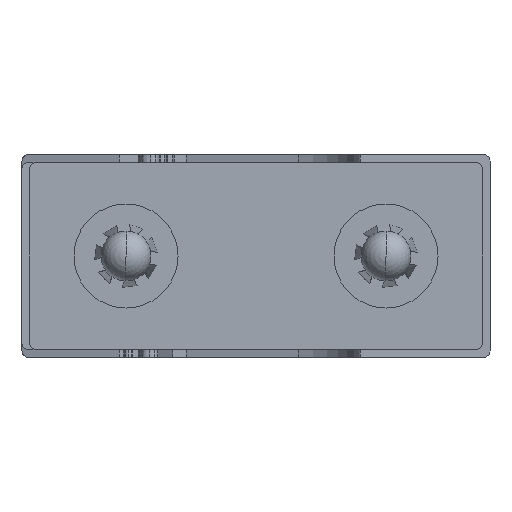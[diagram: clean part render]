
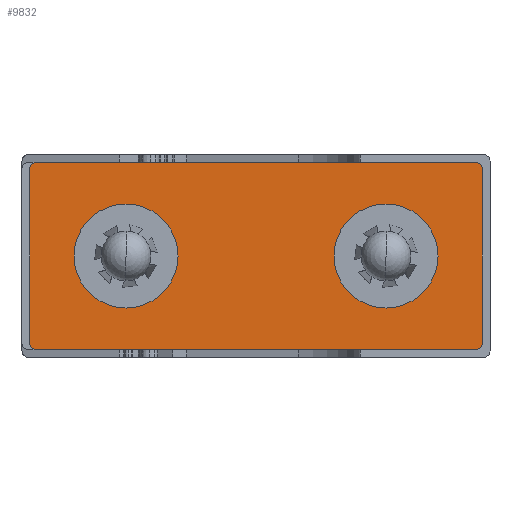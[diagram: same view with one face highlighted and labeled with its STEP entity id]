
A CAD part, front view. The second image highlights one B-rep face of the part: STEP entity #9832.
In plain terms, the highlighted planar face has unit normal (0, -1, 0).
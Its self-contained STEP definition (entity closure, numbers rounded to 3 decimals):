
#1050=CARTESIAN_POINT('',(-8.45,0.,-3.35));
#1051=DIRECTION('',(0.,-1.,0.));
#1052=DIRECTION('',(-1.,0.,0.));
#1053=AXIS2_PLACEMENT_3D('',#1050,#1051,#1052);
#1055=DIRECTION('',(0.,0.,-1.));
#1056=VECTOR('',#1055,6.7);
#1057=CARTESIAN_POINT('',(-8.7,0.,3.35));
#1058=LINE('',#1057,#1056);
#1059=CARTESIAN_POINT('',(-8.45,0.,3.35));
#1060=DIRECTION('',(0.,-1.,0.));
#1061=DIRECTION('',(0.,0.,1.));
#1062=AXIS2_PLACEMENT_3D('',#1059,#1060,#1061);
#1064=DIRECTION('',(-1.,0.,0.));
#1065=VECTOR('',#1064,16.9);
#1066=CARTESIAN_POINT('',(8.45,0.,3.6));
#1067=LINE('',#1066,#1065);
#1068=CARTESIAN_POINT('',(8.45,0.,3.35));
#1069=DIRECTION('',(0.,-1.,0.));
#1070=DIRECTION('',(1.,0.,0.));
#1071=AXIS2_PLACEMENT_3D('',#1068,#1069,#1070);
#1073=DIRECTION('',(0.,0.,1.));
#1074=VECTOR('',#1073,6.7);
#1075=CARTESIAN_POINT('',(8.7,0.,-3.35));
#1076=LINE('',#1075,#1074);
#1077=CARTESIAN_POINT('',(8.45,0.,-3.35));
#1078=DIRECTION('',(0.,-1.,0.));
#1079=DIRECTION('',(0.,0.,-1.));
#1080=AXIS2_PLACEMENT_3D('',#1077,#1078,#1079);
#1082=DIRECTION('',(1.,0.,0.));
#1083=VECTOR('',#1082,16.9);
#1084=CARTESIAN_POINT('',(-8.45,0.,-3.6));
#1085=LINE('',#1084,#1083);
#1086=CARTESIAN_POINT('',(-5.,0.,0.));
#1087=DIRECTION('',(0.,-1.,0.));
#1088=DIRECTION('',(-1.,0.,0.));
#1089=AXIS2_PLACEMENT_3D('',#1086,#1087,#1088);
#1091=CARTESIAN_POINT('',(-5.,0.,0.));
#1092=DIRECTION('',(0.,-1.,0.));
#1093=DIRECTION('',(1.,0.,0.));
#1094=AXIS2_PLACEMENT_3D('',#1091,#1092,#1093);
#1096=CARTESIAN_POINT('',(5.,0.,0.));
#1097=DIRECTION('',(0.,-1.,0.));
#1098=DIRECTION('',(-1.,0.,0.));
#1099=AXIS2_PLACEMENT_3D('',#1096,#1097,#1098);
#1101=CARTESIAN_POINT('',(5.,0.,0.));
#1102=DIRECTION('',(0.,-1.,0.));
#1103=DIRECTION('',(1.,0.,0.));
#1104=AXIS2_PLACEMENT_3D('',#1101,#1102,#1103);
#9046=CARTESIAN_POINT('',(-8.7,0.,-3.35));
#9048=VERTEX_POINT('',#9046);
#9050=CARTESIAN_POINT('',(-8.45,0.,-3.6));
#9051=VERTEX_POINT('',#9050);
#9054=CARTESIAN_POINT('',(-8.45,0.,3.6));
#9056=VERTEX_POINT('',#9054);
#9058=CARTESIAN_POINT('',(-8.7,0.,3.35));
#9059=VERTEX_POINT('',#9058);
#9062=CARTESIAN_POINT('',(8.45,0.,-3.6));
#9064=VERTEX_POINT('',#9062);
#9066=CARTESIAN_POINT('',(8.7,0.,-3.35));
#9067=VERTEX_POINT('',#9066);
#9070=CARTESIAN_POINT('',(8.7,0.,3.35));
#9072=VERTEX_POINT('',#9070);
#9074=CARTESIAN_POINT('',(8.45,0.,3.6));
#9075=VERTEX_POINT('',#9074);
#9086=CARTESIAN_POINT('',(-7.,0.,0.));
#9087=CARTESIAN_POINT('',(-3.,0.,0.));
#9088=VERTEX_POINT('',#9086);
#9089=VERTEX_POINT('',#9087);
#9090=CARTESIAN_POINT('',(3.,0.,0.));
#9091=CARTESIAN_POINT('',(7.,0.,0.));
#9092=VERTEX_POINT('',#9090);
#9093=VERTEX_POINT('',#9091);
#9799=CARTESIAN_POINT('',(0.,0.,-3.9));
#9800=DIRECTION('',(0.,-1.,0.));
#9801=DIRECTION('',(1.,0.,0.));
#9802=AXIS2_PLACEMENT_3D('',#9799,#9800,#9801);
#9803=PLANE('',#9802);
#9805=ORIENTED_EDGE('',*,*,#9804,.F.);
#9807=ORIENTED_EDGE('',*,*,#9806,.F.);
#9808=ORIENTED_EDGE('',*,*,#9784,.F.);
#9809=ORIENTED_EDGE('',*,*,#9374,.F.);
#9811=ORIENTED_EDGE('',*,*,#9810,.F.);
#9813=ORIENTED_EDGE('',*,*,#9812,.F.);
#9815=ORIENTED_EDGE('',*,*,#9814,.F.);
#9817=ORIENTED_EDGE('',*,*,#9816,.F.);
#9818=EDGE_LOOP('',(#9805,#9807,#9808,#9809,#9811,#9813,#9815,#9817));
#9819=FACE_OUTER_BOUND('',#9818,.F.);
#9821=ORIENTED_EDGE('',*,*,#9820,.T.);
#9823=ORIENTED_EDGE('',*,*,#9822,.T.);
#9824=EDGE_LOOP('',(#9821,#9823));
#9825=FACE_BOUND('',#9824,.F.);
#9827=ORIENTED_EDGE('',*,*,#9826,.T.);
#9829=ORIENTED_EDGE('',*,*,#9828,.T.);
#9830=EDGE_LOOP('',(#9827,#9829));
#9831=FACE_BOUND('',#9830,.F.);
#9832=ADVANCED_FACE('',(#9819,#9825,#9831),#9803,.T.);
#1054=CIRCLE('',#1053,0.25);
#1063=CIRCLE('',#1062,0.25);
#1072=CIRCLE('',#1071,0.25);
#1081=CIRCLE('',#1080,0.25);
#1090=CIRCLE('',#1089,2.);
#1095=CIRCLE('',#1094,2.);
#1100=CIRCLE('',#1099,2.);
#1105=CIRCLE('',#1104,2.);
#9374=EDGE_CURVE('',#9075,#9056,#1067,.T.);
#9784=EDGE_CURVE('',#9056,#9059,#1063,.T.);
#9804=EDGE_CURVE('',#9048,#9051,#1054,.T.);
#9806=EDGE_CURVE('',#9059,#9048,#1058,.T.);
#9810=EDGE_CURVE('',#9072,#9075,#1072,.T.);
#9812=EDGE_CURVE('',#9067,#9072,#1076,.T.);
#9814=EDGE_CURVE('',#9064,#9067,#1081,.T.);
#9816=EDGE_CURVE('',#9051,#9064,#1085,.T.);
#9820=EDGE_CURVE('',#9088,#9089,#1090,.T.);
#9822=EDGE_CURVE('',#9089,#9088,#1095,.T.);
#9826=EDGE_CURVE('',#9092,#9093,#1100,.T.);
#9828=EDGE_CURVE('',#9093,#9092,#1105,.T.);
